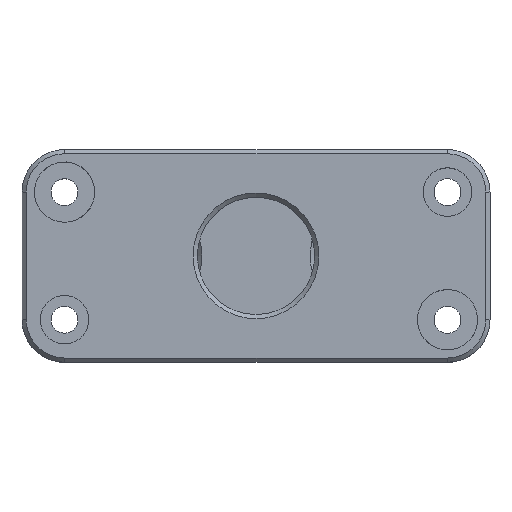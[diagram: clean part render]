
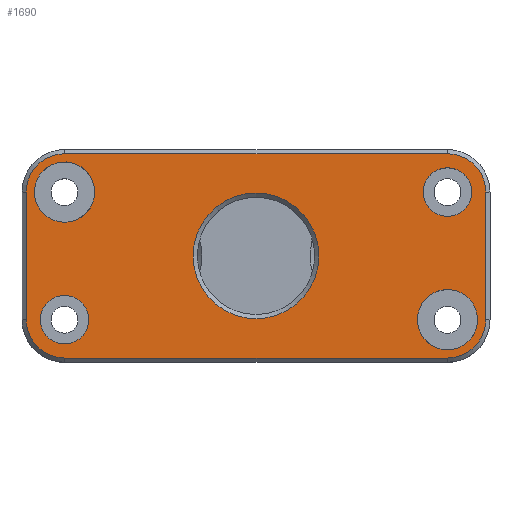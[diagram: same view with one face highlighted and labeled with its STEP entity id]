
A CAD part, top view. The second image highlights one B-rep face of the part: STEP entity #1690.
In plain terms, the highlighted planar face has unit normal (0, 0, 1).
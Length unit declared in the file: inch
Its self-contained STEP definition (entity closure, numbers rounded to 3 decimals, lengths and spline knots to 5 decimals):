
#55=LINE('',#2525,#212);
#56=LINE('',#2529,#213);
#57=LINE('',#2533,#214);
#58=LINE('',#2537,#215);
#212=VECTOR('',#2003,0.3937);
#213=VECTOR('',#2006,0.3937);
#214=VECTOR('',#2009,0.3937);
#215=VECTOR('',#2012,0.3937);
#388=FACE_BOUND('',#509,.T.);
#389=FACE_BOUND('',#510,.T.);
#390=FACE_BOUND('',#511,.T.);
#391=FACE_BOUND('',#512,.T.);
#392=FACE_BOUND('',#513,.T.);
#411=FACE_OUTER_BOUND('',#508,.T.);
#508=EDGE_LOOP('',(#1135,#1136,#1137,#1138,#1139,#1140,#1141,#1142));
#509=EDGE_LOOP('',(#1143,#1144));
#510=EDGE_LOOP('',(#1145,#1146));
#511=EDGE_LOOP('',(#1147));
#512=EDGE_LOOP('',(#1148));
#513=EDGE_LOOP('',(#1149));
#624=CIRCLE('',#1804,0.29559);
#626=CIRCLE('',#1807,0.18);
#627=CIRCLE('',#1808,0.18);
#628=CIRCLE('',#1809,0.18);
#629=CIRCLE('',#1810,0.18);
#630=CIRCLE('',#1811,0.14173);
#631=CIRCLE('',#1812,0.14173);
#632=CIRCLE('',#1813,0.14173);
#633=CIRCLE('',#1814,0.14173);
#634=CIRCLE('',#1815,0.11417);
#635=CIRCLE('',#1816,0.11417);
#712=VERTEX_POINT('',#2517);
#714=VERTEX_POINT('',#2523);
#715=VERTEX_POINT('',#2524);
#716=VERTEX_POINT('',#2526);
#717=VERTEX_POINT('',#2528);
#718=VERTEX_POINT('',#2530);
#719=VERTEX_POINT('',#2532);
#720=VERTEX_POINT('',#2534);
#721=VERTEX_POINT('',#2536);
#722=VERTEX_POINT('',#2539);
#723=VERTEX_POINT('',#2540);
#724=VERTEX_POINT('',#2543);
#725=VERTEX_POINT('',#2544);
#726=VERTEX_POINT('',#2547);
#727=VERTEX_POINT('',#2549);
#876=EDGE_CURVE('',#712,#712,#624,.T.);
#879=EDGE_CURVE('',#714,#715,#55,.T.);
#880=EDGE_CURVE('',#716,#714,#626,.T.);
#881=EDGE_CURVE('',#717,#716,#56,.T.);
#882=EDGE_CURVE('',#718,#717,#627,.T.);
#883=EDGE_CURVE('',#719,#718,#57,.T.);
#884=EDGE_CURVE('',#720,#719,#628,.T.);
#885=EDGE_CURVE('',#721,#720,#58,.T.);
#886=EDGE_CURVE('',#715,#721,#629,.T.);
#887=EDGE_CURVE('',#722,#723,#630,.T.);
#888=EDGE_CURVE('',#723,#722,#631,.T.);
#889=EDGE_CURVE('',#724,#725,#632,.T.);
#890=EDGE_CURVE('',#725,#724,#633,.T.);
#891=EDGE_CURVE('',#726,#726,#634,.T.);
#892=EDGE_CURVE('',#727,#727,#635,.T.);
#1135=ORIENTED_EDGE('',*,*,#879,.F.);
#1136=ORIENTED_EDGE('',*,*,#880,.F.);
#1137=ORIENTED_EDGE('',*,*,#881,.F.);
#1138=ORIENTED_EDGE('',*,*,#882,.F.);
#1139=ORIENTED_EDGE('',*,*,#883,.F.);
#1140=ORIENTED_EDGE('',*,*,#884,.F.);
#1141=ORIENTED_EDGE('',*,*,#885,.F.);
#1142=ORIENTED_EDGE('',*,*,#886,.F.);
#1143=ORIENTED_EDGE('',*,*,#887,.T.);
#1144=ORIENTED_EDGE('',*,*,#888,.T.);
#1145=ORIENTED_EDGE('',*,*,#889,.T.);
#1146=ORIENTED_EDGE('',*,*,#890,.T.);
#1147=ORIENTED_EDGE('',*,*,#891,.T.);
#1148=ORIENTED_EDGE('',*,*,#892,.T.);
#1149=ORIENTED_EDGE('',*,*,#876,.F.);
#1639=PLANE('',#1806);
#1690=ADVANCED_FACE('',(#411,#388,#389,#390,#391,#392),#1639,.T.);
#1804=AXIS2_PLACEMENT_3D('',#2518,#1996,#1997);
#1806=AXIS2_PLACEMENT_3D('',#2522,#2001,#2002);
#1807=AXIS2_PLACEMENT_3D('',#2527,#2004,#2005);
#1808=AXIS2_PLACEMENT_3D('',#2531,#2007,#2008);
#1809=AXIS2_PLACEMENT_3D('',#2535,#2010,#2011);
#1810=AXIS2_PLACEMENT_3D('',#2538,#2013,#2014);
#1811=AXIS2_PLACEMENT_3D('',#2541,#2015,#2016);
#1812=AXIS2_PLACEMENT_3D('',#2542,#2017,#2018);
#1813=AXIS2_PLACEMENT_3D('',#2545,#2019,#2020);
#1814=AXIS2_PLACEMENT_3D('',#2546,#2021,#2022);
#1815=AXIS2_PLACEMENT_3D('',#2548,#2023,#2024);
#1816=AXIS2_PLACEMENT_3D('',#2550,#2025,#2026);
#1996=DIRECTION('center_axis',(0.,0.,1.));
#1997=DIRECTION('ref_axis',(1.,0.,0.));
#2001=DIRECTION('center_axis',(0.,0.,1.));
#2002=DIRECTION('ref_axis',(1.,0.,0.));
#2003=DIRECTION('',(0.,-1.,0.));
#2004=DIRECTION('center_axis',(0.,0.,-1.));
#2005=DIRECTION('ref_axis',(1.,0.,0.));
#2006=DIRECTION('',(1.,0.,0.));
#2007=DIRECTION('center_axis',(0.,0.,-1.));
#2008=DIRECTION('ref_axis',(0.,1.,0.));
#2009=DIRECTION('',(0.,1.,0.));
#2010=DIRECTION('center_axis',(0.,0.,-1.));
#2011=DIRECTION('ref_axis',(-1.,0.,0.));
#2012=DIRECTION('',(-1.,0.,0.));
#2013=DIRECTION('center_axis',(0.,0.,-1.));
#2014=DIRECTION('ref_axis',(0.,-1.,0.));
#2015=DIRECTION('center_axis',(0.,0.,-1.));
#2016=DIRECTION('ref_axis',(1.,0.,0.));
#2017=DIRECTION('center_axis',(0.,0.,-1.));
#2018=DIRECTION('ref_axis',(1.,0.,0.));
#2019=DIRECTION('center_axis',(0.,0.,-1.));
#2020=DIRECTION('ref_axis',(1.,0.,0.));
#2021=DIRECTION('center_axis',(0.,0.,-1.));
#2022=DIRECTION('ref_axis',(1.,0.,0.));
#2023=DIRECTION('center_axis',(0.,0.,-1.));
#2024=DIRECTION('ref_axis',(1.,0.,0.));
#2025=DIRECTION('center_axis',(0.,0.,-1.));
#2026=DIRECTION('ref_axis',(1.,0.,0.));
#2517=CARTESIAN_POINT('',(0.80441,0.5,0.30709));
#2518=CARTESIAN_POINT('Origin',(1.1,0.5,0.30709));
#2522=CARTESIAN_POINT('Origin',(1.1,0.5,0.30709));
#2523=CARTESIAN_POINT('',(2.18,0.8,0.30709));
#2524=CARTESIAN_POINT('',(2.18,0.2,0.30709));
#2525=CARTESIAN_POINT('',(2.18,0.35,0.30709));
#2526=CARTESIAN_POINT('',(2.,0.98,0.30709));
#2527=CARTESIAN_POINT('Origin',(2.,0.8,0.30709));
#2528=CARTESIAN_POINT('',(0.2,0.98,0.30709));
#2529=CARTESIAN_POINT('',(1.55,0.98,0.30709));
#2530=CARTESIAN_POINT('',(0.02,0.8,0.30709));
#2531=CARTESIAN_POINT('Origin',(0.2,0.8,0.30709));
#2532=CARTESIAN_POINT('',(0.02,0.2,0.30709));
#2533=CARTESIAN_POINT('',(0.02,0.65,0.30709));
#2534=CARTESIAN_POINT('',(0.2,0.02,0.30709));
#2535=CARTESIAN_POINT('Origin',(0.2,0.2,0.30709));
#2536=CARTESIAN_POINT('',(2.,0.02,0.30709));
#2537=CARTESIAN_POINT('',(0.65,0.02,0.30709));
#2538=CARTESIAN_POINT('Origin',(2.,0.2,0.30709));
#2539=CARTESIAN_POINT('',(2.14119,0.18765,0.30709));
#2540=CARTESIAN_POINT('',(1.85827,0.2,0.30709));
#2541=CARTESIAN_POINT('Origin',(2.,0.2,0.30709));
#2542=CARTESIAN_POINT('Origin',(2.,0.2,0.30709));
#2543=CARTESIAN_POINT('',(0.05881,0.81235,0.30709));
#2544=CARTESIAN_POINT('',(0.05827,0.8,0.30709));
#2545=CARTESIAN_POINT('Origin',(0.2,0.8,0.30709));
#2546=CARTESIAN_POINT('Origin',(0.2,0.8,0.30709));
#2547=CARTESIAN_POINT('',(1.88583,0.8,0.30709));
#2548=CARTESIAN_POINT('Origin',(2.,0.8,0.30709));
#2549=CARTESIAN_POINT('',(0.08583,0.2,0.30709));
#2550=CARTESIAN_POINT('Origin',(0.2,0.2,0.30709));
